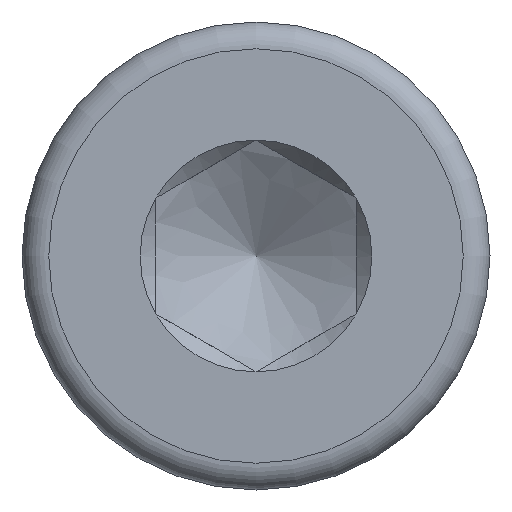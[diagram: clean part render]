
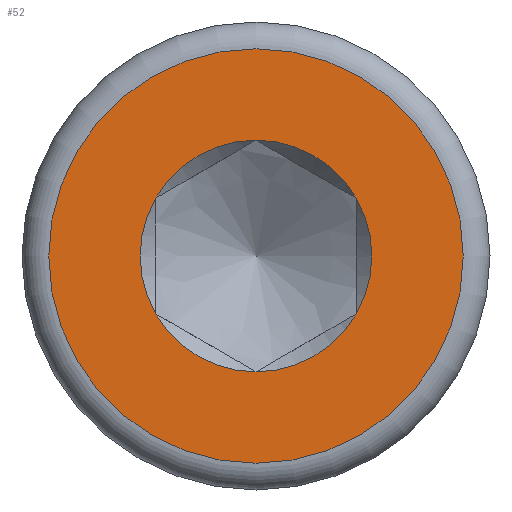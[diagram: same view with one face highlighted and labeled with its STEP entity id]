
A CAD part, left-side view. The second image highlights one B-rep face of the part: STEP entity #52.
In plain terms, the highlighted planar face has unit normal (-1, 0, 0).
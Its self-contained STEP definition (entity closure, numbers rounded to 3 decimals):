
#52 = ADVANCED_FACE( '', ( #117, #118 ), #119, .F. );
#117 = FACE_BOUND( '', #199, .T. );
#118 = FACE_OUTER_BOUND( '', #200, .T. );
#119 = PLANE( '', #201 );
#199 = EDGE_LOOP( '', ( #284, #285, #286, #287, #288, #289 ) );
#200 = EDGE_LOOP( '', ( #290 ) );
#201 = AXIS2_PLACEMENT_3D( '', #291, #292, #293 );
#284 = ORIENTED_EDGE( '', *, *, #428, .T. );
#285 = ORIENTED_EDGE( '', *, *, #429, .T. );
#286 = ORIENTED_EDGE( '', *, *, #430, .T. );
#287 = ORIENTED_EDGE( '', *, *, #431, .T. );
#288 = ORIENTED_EDGE( '', *, *, #432, .T. );
#289 = ORIENTED_EDGE( '', *, *, #433, .T. );
#290 = ORIENTED_EDGE( '', *, *, #434, .F. );
#291 = CARTESIAN_POINT( '', ( -4., 1.732, 0. ) );
#292 = DIRECTION( '', ( 1., 0., 0. ) );
#293 = DIRECTION( '', ( 0., 1., 0. ) );
#428 = EDGE_CURVE( '', #481, #482, #490, .T. );
#429 = EDGE_CURVE( '', #482, #491, #492, .T. );
#430 = EDGE_CURVE( '', #491, #493, #494, .T. );
#431 = EDGE_CURVE( '', #493, #495, #496, .T. );
#432 = EDGE_CURVE( '', #495, #497, #498, .T. );
#433 = EDGE_CURVE( '', #497, #481, #499, .T. );
#434 = EDGE_CURVE( '', #500, #500, #501, .T. );
#481 = VERTEX_POINT( '', #555 );
#482 = VERTEX_POINT( '', #556 );
#490 = CIRCLE( '', #578, 1.732 );
#491 = VERTEX_POINT( '', #579 );
#492 = CIRCLE( '', #580, 1.732 );
#493 = VERTEX_POINT( '', #581 );
#494 = CIRCLE( '', #582, 1.732 );
#495 = VERTEX_POINT( '', #583 );
#496 = CIRCLE( '', #584, 1.732 );
#497 = VERTEX_POINT( '', #585 );
#498 = CIRCLE( '', #586, 1.732 );
#499 = CIRCLE( '', #587, 1.732 );
#500 = VERTEX_POINT( '', #588 );
#501 = CIRCLE( '', #589, 3.1 );
#555 = CARTESIAN_POINT( '', ( -4., 0., -1.732 ) );
#556 = CARTESIAN_POINT( '', ( -4., 1.5, -0.866 ) );
#578 = AXIS2_PLACEMENT_3D( '', #721, #722, #723 );
#579 = CARTESIAN_POINT( '', ( -4., 1.5, 0.866 ) );
#580 = AXIS2_PLACEMENT_3D( '', #724, #725, #726 );
#581 = CARTESIAN_POINT( '', ( -4., 0., 1.732 ) );
#582 = AXIS2_PLACEMENT_3D( '', #727, #728, #729 );
#583 = CARTESIAN_POINT( '', ( -4., -1.5, 0.866 ) );
#584 = AXIS2_PLACEMENT_3D( '', #730, #731, #732 );
#585 = CARTESIAN_POINT( '', ( -4., -1.5, -0.866 ) );
#586 = AXIS2_PLACEMENT_3D( '', #733, #734, #735 );
#587 = AXIS2_PLACEMENT_3D( '', #736, #737, #738 );
#588 = CARTESIAN_POINT( '', ( -4., 3.1, 0. ) );
#589 = AXIS2_PLACEMENT_3D( '', #739, #740, #741 );
#721 = CARTESIAN_POINT( '', ( -4., 0., 0. ) );
#722 = DIRECTION( '', ( 1., 0., 0. ) );
#723 = DIRECTION( '', ( 0., 0., -1. ) );
#724 = CARTESIAN_POINT( '', ( -4., 0., 0. ) );
#725 = DIRECTION( '', ( 1., 0., 0. ) );
#726 = DIRECTION( '', ( 0., 0., -1. ) );
#727 = CARTESIAN_POINT( '', ( -4., 0., 0. ) );
#728 = DIRECTION( '', ( 1., 0., 0. ) );
#729 = DIRECTION( '', ( 0., 0., -1. ) );
#730 = CARTESIAN_POINT( '', ( -4., 0., 0. ) );
#731 = DIRECTION( '', ( 1., 0., 0. ) );
#732 = DIRECTION( '', ( 0., 0., -1. ) );
#733 = CARTESIAN_POINT( '', ( -4., 0., 0. ) );
#734 = DIRECTION( '', ( 1., 0., 0. ) );
#735 = DIRECTION( '', ( 0., 0., -1. ) );
#736 = CARTESIAN_POINT( '', ( -4., 0., 0. ) );
#737 = DIRECTION( '', ( 1., 0., 0. ) );
#738 = DIRECTION( '', ( 0., 0., -1. ) );
#739 = CARTESIAN_POINT( '', ( -4., 0., 0. ) );
#740 = DIRECTION( '', ( 1., 0., 0. ) );
#741 = DIRECTION( '', ( 0., 1., 0. ) );
